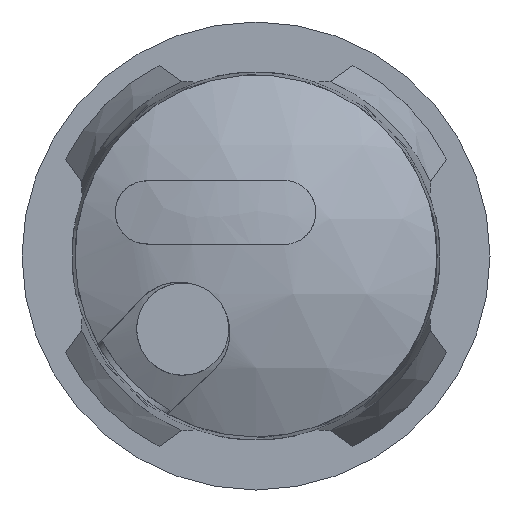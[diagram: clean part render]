
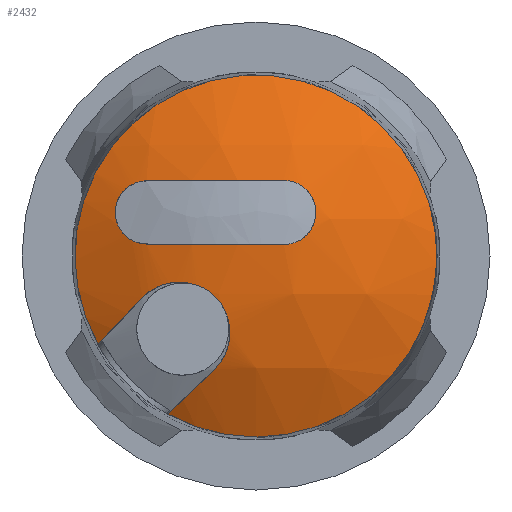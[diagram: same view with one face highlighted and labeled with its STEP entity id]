
A CAD part, left-side view. The second image highlights one B-rep face of the part: STEP entity #2432.
In plain terms, the highlighted spherical face has radius 12.158 mm.
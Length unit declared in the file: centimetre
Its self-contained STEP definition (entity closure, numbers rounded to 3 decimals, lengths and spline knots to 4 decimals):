
#14=SPHERICAL_SURFACE('',#2596,1.2158);
#16=FACE_BOUND('',#630,.T.);
#497=FACE_OUTER_BOUND('',#629,.T.);
#629=EDGE_LOOP('',(#1852,#1853,#1854,#1855,#1856,#1857));
#630=EDGE_LOOP('',(#1858,#1859,#1860,#1861));
#733=CIRCLE('',#2553,1.2114);
#734=CIRCLE('',#2557,1.199);
#746=CIRCLE('',#2597,1.2114);
#747=CIRCLE('',#2598,0.58);
#748=CIRCLE('',#2599,1.2132);
#868=B_SPLINE_CURVE_WITH_KNOTS('',3,(#4193,#4194,#4195,#4196,#4197,#4198,
#4199,#4200),.UNSPECIFIED.,.F.,.F.,(4,2,2,4),(0.,0.0646,0.1293,
0.1859),.UNSPECIFIED.);
#869=B_SPLINE_CURVE_WITH_KNOTS('',3,(#4210,#4211,#4212,#4213,#4214,#4215,
#4216,#4217,#4218,#4219,#4220,#4221,#4222,#4223,#4224,#4225,#4226,#4227),
 .UNSPECIFIED.,.F.,.F.,(4,2,2,2,2,2,2,2,4),(-0.3116,-0.273,
-0.2343,-0.1955,-0.1566,-0.1175,
-0.0783,-0.0391,0.),.UNSPECIFIED.);
#889=B_SPLINE_CURVE_WITH_KNOTS('',3,(#4624,#4625,#4626,#4627,#4628,#4629,
#4630,#4631,#4632,#4633),.UNSPECIFIED.,.F.,.F.,(4,2,2,2,4),(0.4978,
0.5096,0.5656,0.6216,0.629),
 .UNSPECIFIED.);
#890=B_SPLINE_CURVE_WITH_KNOTS('',3,(#4639,#4640,#4641,#4642,#4643,#4644,
#4645,#4646),.UNSPECIFIED.,.F.,.F.,(4,2,2,4),(0.3164,0.378,
0.4426,0.5072),.UNSPECIFIED.);
#891=B_SPLINE_CURVE_WITH_KNOTS('',3,(#4652,#4653,#4654,#4655,#4656,#4657,
#4658,#4659,#4660,#4661,#4662,#4663,#4664,#4665,#4666,#4667,#4668,#4669),
 .UNSPECIFIED.,.F.,.F.,(4,2,2,2,2,2,2,2,4),(-0.3115,-0.2711,
-0.2307,-0.1922,-0.1537,-0.1162,
-0.0786,-0.0393,0.),.UNSPECIFIED.);
#1000=VERTEX_POINT('',#4182);
#1001=VERTEX_POINT('',#4184);
#1002=VERTEX_POINT('',#4188);
#1003=VERTEX_POINT('',#4202);
#1004=VERTEX_POINT('',#4204);
#1005=VERTEX_POINT('',#4208);
#1076=VERTEX_POINT('',#4619);
#1078=VERTEX_POINT('',#4638);
#1079=VERTEX_POINT('',#4647);
#1080=VERTEX_POINT('',#4650);
#1277=EDGE_CURVE('',#1001,#1000,#733,.T.);
#1280=EDGE_CURVE('',#1000,#1002,#868,.T.);
#1282=EDGE_CURVE('',#1004,#1003,#734,.T.);
#1285=EDGE_CURVE('',#1003,#1005,#869,.T.);
#1385=EDGE_CURVE('',#1002,#1076,#889,.T.);
#1387=EDGE_CURVE('',#1076,#1078,#890,.T.);
#1388=EDGE_CURVE('',#1078,#1079,#746,.T.);
#1389=EDGE_CURVE('',#1001,#1079,#747,.T.);
#1390=EDGE_CURVE('',#1005,#1080,#748,.T.);
#1391=EDGE_CURVE('',#1080,#1004,#891,.T.);
#1852=ORIENTED_EDGE('',*,*,#1385,.T.);
#1853=ORIENTED_EDGE('',*,*,#1387,.T.);
#1854=ORIENTED_EDGE('',*,*,#1388,.T.);
#1855=ORIENTED_EDGE('',*,*,#1389,.F.);
#1856=ORIENTED_EDGE('',*,*,#1277,.T.);
#1857=ORIENTED_EDGE('',*,*,#1280,.T.);
#1858=ORIENTED_EDGE('',*,*,#1282,.T.);
#1859=ORIENTED_EDGE('',*,*,#1285,.T.);
#1860=ORIENTED_EDGE('',*,*,#1390,.T.);
#1861=ORIENTED_EDGE('',*,*,#1391,.T.);
#2432=ADVANCED_FACE('',(#497,#16),#14,.T.);
#2553=AXIS2_PLACEMENT_3D('',#4185,#2840,#2841);
#2557=AXIS2_PLACEMENT_3D('',#4205,#2849,#2850);
#2596=AXIS2_PLACEMENT_3D('',#4637,#2970,#2971);
#2597=AXIS2_PLACEMENT_3D('',#4648,#2972,#2973);
#2598=AXIS2_PLACEMENT_3D('',#4649,#2974,#2975);
#2599=AXIS2_PLACEMENT_3D('',#4651,#2976,#2977);
#2840=DIRECTION('center_axis',(0.052,0.706,0.706));
#2841=DIRECTION('ref_axis',(0.,0.707,-0.707));
#2849=DIRECTION('center_axis',(0.035,0.,
0.999));
#2850=DIRECTION('ref_axis',(0.,1.,0.));
#2970=DIRECTION('center_axis',(0.,0.,1.));
#2971=DIRECTION('ref_axis',(1.,0.,0.));
#2972=DIRECTION('center_axis',(0.052,-0.706,-0.706));
#2973=DIRECTION('ref_axis',(0.,-0.707,0.707));
#2974=DIRECTION('center_axis',(1.,0.,0.));
#2975=DIRECTION('ref_axis',(0.,1.,0.));
#2976=DIRECTION('center_axis',(0.035,0.,
-0.999));
#2977=DIRECTION('ref_axis',(0.,-1.,0.));
#4182=CARTESIAN_POINT('',(-1.4506,0.5815,-0.1416));
#4184=CARTESIAN_POINT('',(-1.3667,0.7243,-0.2906));
#4185=CARTESIAN_POINT('Origin',(-0.2928,0.29,0.0641));
#4188=CARTESIAN_POINT('',(-1.4953,0.408,-0.1021));
#4193=CARTESIAN_POINT('Ctrl Pts',(-1.4506,0.5815,-0.1416));
#4194=CARTESIAN_POINT('Ctrl Pts',(-1.4568,0.5671,-0.1267));
#4195=CARTESIAN_POINT('Ctrl Pts',(-1.4634,0.5488,-0.1138));
#4196=CARTESIAN_POINT('Ctrl Pts',(-1.4756,0.5082,-0.0964));
#4197=CARTESIAN_POINT('Ctrl Pts',(-1.4812,0.486,-0.092));
#4198=CARTESIAN_POINT('Ctrl Pts',(-1.4895,0.4464,-0.0919));
#4199=CARTESIAN_POINT('Ctrl Pts',(-1.4929,0.4266,-0.0952));
#4200=CARTESIAN_POINT('Ctrl Pts',(-1.4953,0.408,-0.1021));
#4202=CARTESIAN_POINT('',(-1.4862,0.1287,0.2345));
#4204=CARTESIAN_POINT('',(-1.437,0.5687,0.2327));
#4205=CARTESIAN_POINT('Origin',(-0.2912,0.2177,0.1927));
#4208=CARTESIAN_POINT('',(-1.5101,0.1287,0.0282));
#4210=CARTESIAN_POINT('Ctrl Pts',(-1.4862,0.1287,0.2345));
#4211=CARTESIAN_POINT('Ctrl Pts',(-1.4852,0.1158,0.2344));
#4212=CARTESIAN_POINT('Ctrl Pts',(-1.4845,0.1021,0.2318));
#4213=CARTESIAN_POINT('Ctrl Pts',(-1.4838,0.0768,
0.2214));
#4214=CARTESIAN_POINT('Ctrl Pts',(-1.4839,0.0653,
0.2135));
#4215=CARTESIAN_POINT('Ctrl Pts',(-1.4847,0.047,0.1952));
#4216=CARTESIAN_POINT('Ctrl Pts',(-1.4854,0.0391,
0.1837));
#4217=CARTESIAN_POINT('Ctrl Pts',(-1.4876,0.0285,
0.1584));
#4218=CARTESIAN_POINT('Ctrl Pts',(-1.489,0.0259,0.1446));
#4219=CARTESIAN_POINT('Ctrl Pts',(-1.492,0.0258,
0.1188));
#4220=CARTESIAN_POINT('Ctrl Pts',(-1.4939,0.0283,
0.105));
#4221=CARTESIAN_POINT('Ctrl Pts',(-1.4976,0.0387,
0.0795));
#4222=CARTESIAN_POINT('Ctrl Pts',(-1.4995,0.0466,0.0679));
#4223=CARTESIAN_POINT('Ctrl Pts',(-1.503,0.0649,
0.0495));
#4224=CARTESIAN_POINT('Ctrl Pts',(-1.5048,0.0764,
0.0416));
#4225=CARTESIAN_POINT('Ctrl Pts',(-1.5079,0.1018,0.0309));
#4226=CARTESIAN_POINT('Ctrl Pts',(-1.5092,0.1157,0.0283));
#4227=CARTESIAN_POINT('Ctrl Pts',(-1.5101,0.1287,0.0282));
#4619=CARTESIAN_POINT('',(-1.4959,0.3134,-0.1937));
#4624=CARTESIAN_POINT('Ctrl Pts',(-1.4953,0.408,-0.1021));
#4625=CARTESIAN_POINT('Ctrl Pts',(-1.4958,0.404,-0.1033));
#4626=CARTESIAN_POINT('Ctrl Pts',(-1.4963,0.4001,-0.1047));
#4627=CARTESIAN_POINT('Ctrl Pts',(-1.4989,0.3781,-0.1138));
#4628=CARTESIAN_POINT('Ctrl Pts',(-1.4999,0.3614,-0.1252));
#4629=CARTESIAN_POINT('Ctrl Pts',(-1.4999,0.335,-0.1516));
#4630=CARTESIAN_POINT('Ctrl Pts',(-1.4989,0.3236,-0.1683));
#4631=CARTESIAN_POINT('Ctrl Pts',(-1.4965,0.3152,-0.1889));
#4632=CARTESIAN_POINT('Ctrl Pts',(-1.4962,0.3142,-0.1913));
#4633=CARTESIAN_POINT('Ctrl Pts',(-1.4959,0.3134,-0.1937));
#4637=CARTESIAN_POINT('Origin',(-0.2982,0.2177,-0.0082));
#4638=CARTESIAN_POINT('',(-1.4506,0.351,-0.372));
#4639=CARTESIAN_POINT('Ctrl Pts',(-1.4959,0.3134,-0.1937));
#4640=CARTESIAN_POINT('Ctrl Pts',(-1.4935,0.3053,-0.2138));
#4641=CARTESIAN_POINT('Ctrl Pts',(-1.4898,0.3014,-0.2354));
#4642=CARTESIAN_POINT('Ctrl Pts',(-1.4812,0.3015,-0.2765));
#4643=CARTESIAN_POINT('Ctrl Pts',(-1.4756,0.3059,-0.2988));
#4644=CARTESIAN_POINT('Ctrl Pts',(-1.4634,0.3232,-0.3394));
#4645=CARTESIAN_POINT('Ctrl Pts',(-1.4568,0.3362,-0.3577));
#4646=CARTESIAN_POINT('Ctrl Pts',(-1.4506,0.351,-0.372));
#4647=CARTESIAN_POINT('',(-1.3667,0.5,-0.5149));
#4648=CARTESIAN_POINT('Origin',(-0.2928,0.1453,-0.0806));
#4649=CARTESIAN_POINT('Origin',(-1.3667,0.2177,-0.0082));
#4650=CARTESIAN_POINT('',(-1.4616,0.5687,0.0299));
#4651=CARTESIAN_POINT('Origin',(-0.301,0.2177,0.0705));
#4652=CARTESIAN_POINT('Ctrl Pts',(-1.4616,0.5687,0.0299));
#4653=CARTESIAN_POINT('Ctrl Pts',(-1.4577,0.5816,0.0301));
#4654=CARTESIAN_POINT('Ctrl Pts',(-1.4532,0.5952,0.0328));
#4655=CARTESIAN_POINT('Ctrl Pts',(-1.4443,0.6202,0.0436));
#4656=CARTESIAN_POINT('Ctrl Pts',(-1.4398,0.6316,0.0516));
#4657=CARTESIAN_POINT('Ctrl Pts',(-1.4322,0.6491,0.0698));
#4658=CARTESIAN_POINT('Ctrl Pts',(-1.4285,0.6566,0.0809));
#4659=CARTESIAN_POINT('Ctrl Pts',(-1.4224,0.6666,0.1056));
#4660=CARTESIAN_POINT('Ctrl Pts',(-1.4199,0.669,0.119));
#4661=CARTESIAN_POINT('Ctrl Pts',(-1.4168,0.6689,0.1442));
#4662=CARTESIAN_POINT('Ctrl Pts',(-1.416,0.6664,0.1575));
#4663=CARTESIAN_POINT('Ctrl Pts',(-1.416,0.6564,0.1821));
#4664=CARTESIAN_POINT('Ctrl Pts',(-1.417,0.6488,0.1933));
#4665=CARTESIAN_POINT('Ctrl Pts',(-1.4203,0.6311,0.2115));
#4666=CARTESIAN_POINT('Ctrl Pts',(-1.4229,0.6196,0.2194));
#4667=CARTESIAN_POINT('Ctrl Pts',(-1.4293,0.5947,0.23));
#4668=CARTESIAN_POINT('Ctrl Pts',(-1.4331,0.5812,0.2326));
#4669=CARTESIAN_POINT('Ctrl Pts',(-1.437,0.5687,0.2327));
